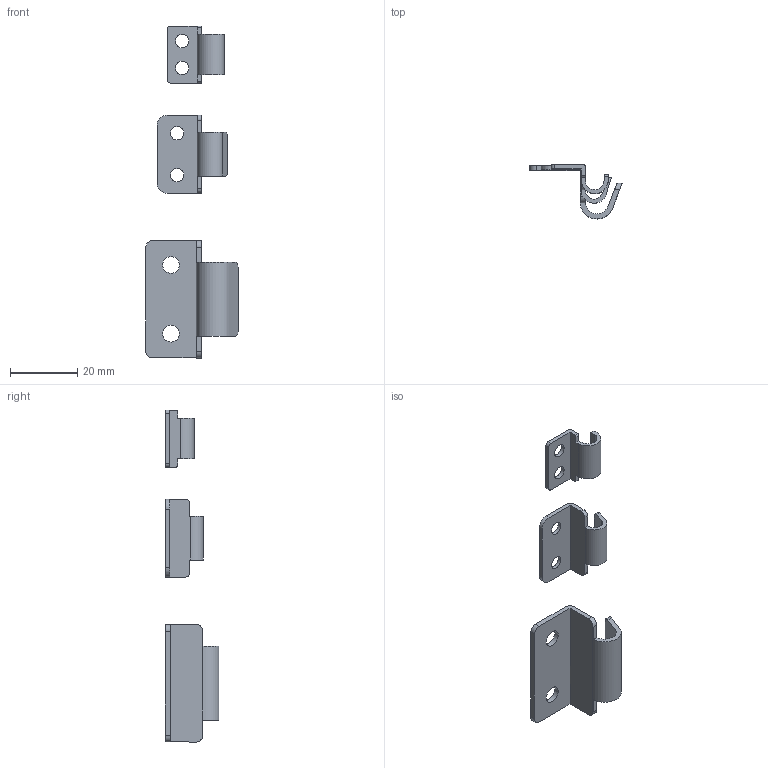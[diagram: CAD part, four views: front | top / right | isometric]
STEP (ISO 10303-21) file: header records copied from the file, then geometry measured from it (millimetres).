
FILE_DESCRIPTION(/* description */ (''),/* implementation_level */ '2;1');
FILE_NAME(/* name */ 'C-BK64_M.stp',/* time_stamp */ '2023-05-17T16:17:03+09:00',/* author */ ('user'),/* organization */ (''),/* preprocessor_version */ 'ST-DEVELOPER v15.6',/* originating_system */ 'Autodesk Inventor 2015',/* authorisation */ '');
FILE_SCHEMA (('AUTOMOTIVE_DESIGN { 1 0 10303 214 3 1 1 }'));
Length unit declared in the file: millimetre
Products named in the file (4): 소; 대; 중; C-BK64_M
Bounding box: 27.5 x 16 x 98.97 mm (x, y, z)
Volume: 3037.7 mm3; surface area: 5021.5 mm2
Topology: 3 solids, 3 shells, 75 faces, 207 edges, 138 vertices
Faces by surface type: plane 42, cylinder 33
Full cylindrical faces by diameter (mm): 4 x4, 5 x2
Entity records: 2513 total; most frequent: CARTESIAN_POINT 441, DIRECTION 427, ORIENTED_EDGE 402, EDGE_CURVE 201, AXIS2_PLACEMENT_3D 148, VERTEX_POINT 138, LINE 131, VECTOR 131
